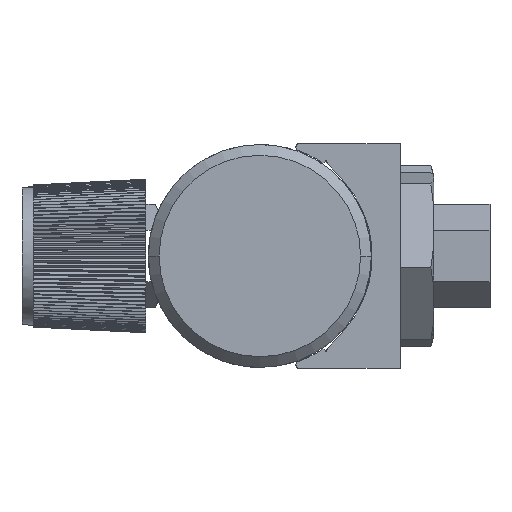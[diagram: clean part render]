
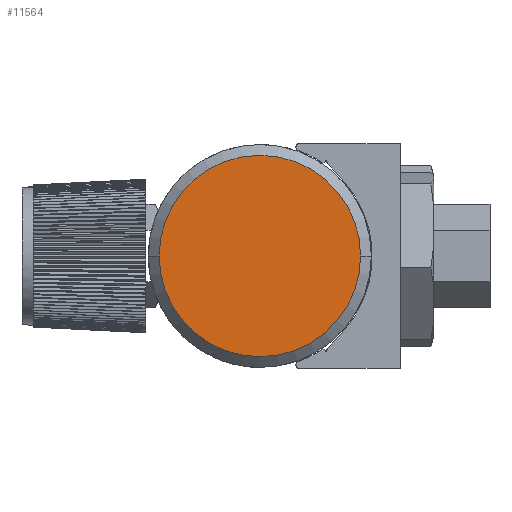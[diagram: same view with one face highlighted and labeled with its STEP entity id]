
A CAD part, front view. The second image highlights one B-rep face of the part: STEP entity #11564.
In plain terms, the highlighted planar face has unit normal (0, -1, 0).
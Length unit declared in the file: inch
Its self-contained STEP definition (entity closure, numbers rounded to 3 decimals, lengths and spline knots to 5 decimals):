
#119 = DIRECTION ( 'NONE',  ( 0., -1., 0. ) ) ;
#437 = DIRECTION ( 'NONE',  ( 0., 1., 0. ) ) ;
#2959 = FACE_OUTER_BOUND ( 'NONE', #16956, .T. ) ;
#4281 = CIRCLE ( 'NONE', #6608, 0.56 ) ;
#4605 = CARTESIAN_POINT ( 'NONE',  ( -4.13377, -7.02487, 1.89709 ) ) ;
#5956 = CARTESIAN_POINT ( 'NONE',  ( -4.69377, -7.02487, 1.89709 ) ) ;
#6257 = DIRECTION ( 'NONE',  ( 1., 0., 0. ) ) ;
#6558 = DIRECTION ( 'NONE',  ( 1., 0., 0. ) ) ;
#6608 = AXIS2_PLACEMENT_3D ( 'NONE', #9925, #119, #6558 ) ;
#7009 = DIRECTION ( 'NONE',  ( 1., 0., 0. ) ) ;
#9844 = EDGE_CURVE ( 'NONE', #12942, #20396, #20756, .T. ) ;
#9925 = CARTESIAN_POINT ( 'NONE',  ( -4.13377, -7.02487, 1.89709 ) ) ;
#10716 = AXIS2_PLACEMENT_3D ( 'NONE', #16806, #437, #7009 ) ;
#10829 = EDGE_CURVE ( 'NONE', #20396, #12942, #4281, .T. ) ;
#11313 = ORIENTED_EDGE ( 'NONE', *, *, #10829, .T. ) ;
#11398 = CARTESIAN_POINT ( 'NONE',  ( -3.57377, -7.02487, 1.89709 ) ) ;
#11564 = ADVANCED_FACE ( 'NONE', ( #2959 ), #13474, .F. ) ;
#12942 = VERTEX_POINT ( 'NONE', #5956 ) ;
#13474 = PLANE ( 'NONE',  #10716 ) ;
#13715 = AXIS2_PLACEMENT_3D ( 'NONE', #4605, #16071, #6257 ) ;
#16071 = DIRECTION ( 'NONE',  ( 0., -1., 0. ) ) ;
#16806 = CARTESIAN_POINT ( 'NONE',  ( -4.13377, -7.02487, 1.89709 ) ) ;
#16956 = EDGE_LOOP ( 'NONE', ( #11313, #19116 ) ) ;
#19116 = ORIENTED_EDGE ( 'NONE', *, *, #9844, .T. ) ;
#20396 = VERTEX_POINT ( 'NONE', #11398 ) ;
#20756 = CIRCLE ( 'NONE', #13715, 0.56 ) ;
